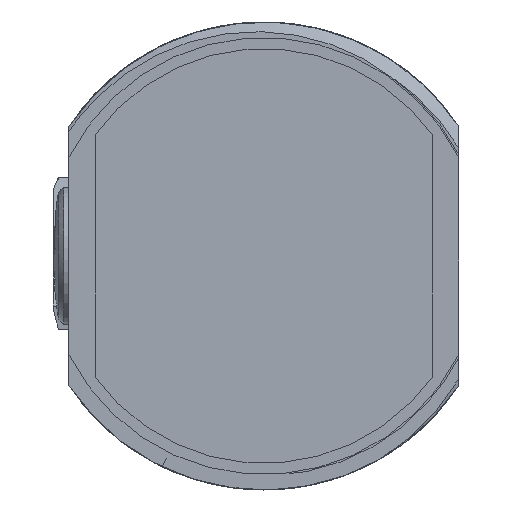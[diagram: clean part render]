
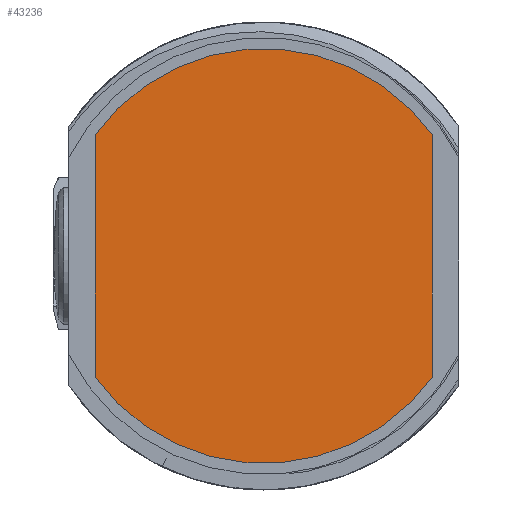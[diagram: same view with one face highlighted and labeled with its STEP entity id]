
A CAD part, left-side view. The second image highlights one B-rep face of the part: STEP entity #43236.
In plain terms, the highlighted planar face has unit normal (-1, 0, 0).
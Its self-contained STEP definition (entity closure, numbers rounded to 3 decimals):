
#15238=CARTESIAN_POINT('',(-23.91,0.,0.));
#15239=DIRECTION('',(1.,0.,0.));
#15240=DIRECTION('',(0.,0.812,0.584));
#15241=AXIS2_PLACEMENT_3D('',#15238,#15239,#15240);
#15243=DIRECTION('',(0.,0.,-1.));
#15244=VECTOR('',#15243,9.311);
#15245=CARTESIAN_POINT('',(-23.91,-6.475,4.656));
#15246=LINE('',#15245,#15244);
#15247=CARTESIAN_POINT('',(-23.91,0.,0.));
#15248=DIRECTION('',(1.,0.,0.));
#15249=DIRECTION('',(0.,-0.812,-0.584));
#15250=AXIS2_PLACEMENT_3D('',#15247,#15248,#15249);
#15252=DIRECTION('',(0.,0.,1.));
#15253=VECTOR('',#15252,9.311);
#15254=CARTESIAN_POINT('',(-23.91,6.475,-4.656));
#15255=LINE('',#15254,#15253);
#26721=CARTESIAN_POINT('',(-23.91,6.475,4.656));
#26722=CARTESIAN_POINT('',(-23.91,-6.475,4.656));
#26723=VERTEX_POINT('',#26721);
#26724=VERTEX_POINT('',#26722);
#26725=CARTESIAN_POINT('',(-23.91,-6.475,-4.656));
#26726=VERTEX_POINT('',#26725);
#26727=CARTESIAN_POINT('',(-23.91,6.475,-4.656));
#26728=VERTEX_POINT('',#26727);
#43225=CARTESIAN_POINT('',(-23.91,0.,0.));
#43226=DIRECTION('',(1.,0.,0.));
#43227=DIRECTION('',(0.,0.,-1.));
#43228=AXIS2_PLACEMENT_3D('',#43225,#43226,#43227);
#43229=PLANE('',#43228);
#43230=ORIENTED_EDGE('',*,*,#43177,.T.);
#43231=ORIENTED_EDGE('',*,*,#43192,.T.);
#43232=ORIENTED_EDGE('',*,*,#43206,.T.);
#43233=ORIENTED_EDGE('',*,*,#43219,.T.);
#43234=EDGE_LOOP('',(#43230,#43231,#43232,#43233));
#43235=FACE_OUTER_BOUND('',#43234,.F.);
#43236=ADVANCED_FACE('',(#43235),#43229,.F.);
#15242=CIRCLE('',#15241,7.975);
#15251=CIRCLE('',#15250,7.975);
#43177=EDGE_CURVE('',#26723,#26724,#15242,.T.);
#43192=EDGE_CURVE('',#26724,#26726,#15246,.T.);
#43206=EDGE_CURVE('',#26726,#26728,#15251,.T.);
#43219=EDGE_CURVE('',#26728,#26723,#15255,.T.);
